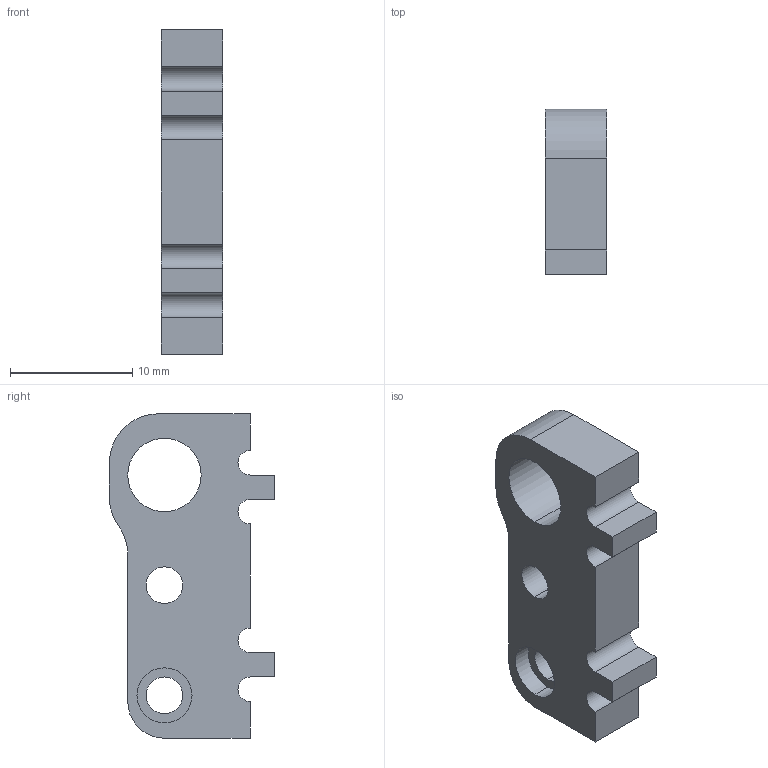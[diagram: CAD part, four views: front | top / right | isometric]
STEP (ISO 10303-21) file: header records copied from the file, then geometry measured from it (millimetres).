
FILE_DESCRIPTION (( 'STEP AP214' ), '1' );
FILE_NAME ('gearbox_housing_l.STEP', '2017-03-28T19:57:27', ( '' ), ( '' ), 'SwSTEP 2.0', 'SolidWorks 2017', '' );
FILE_SCHEMA (( 'AUTOMOTIVE_DESIGN' ));
Length unit declared in the file: millimetre
Products named in the file (1): gearbox_housing_l
Bounding box: 5 x 13.5 x 26.5 mm (x, y, z)
Volume: 1150 mm3; surface area: 1082.8 mm2
Topology: 1 solids, 1 shells, 32 faces, 87 edges, 58 vertices
Faces by surface type: cylinder 16, plane 16
Entity records: 1069 total; most frequent: DIRECTION 185, CARTESIAN_POINT 178, ORIENTED_EDGE 174, EDGE_CURVE 87, AXIS2_PLACEMENT_3D 65, VERTEX_POINT 58, LINE 55, VECTOR 55
